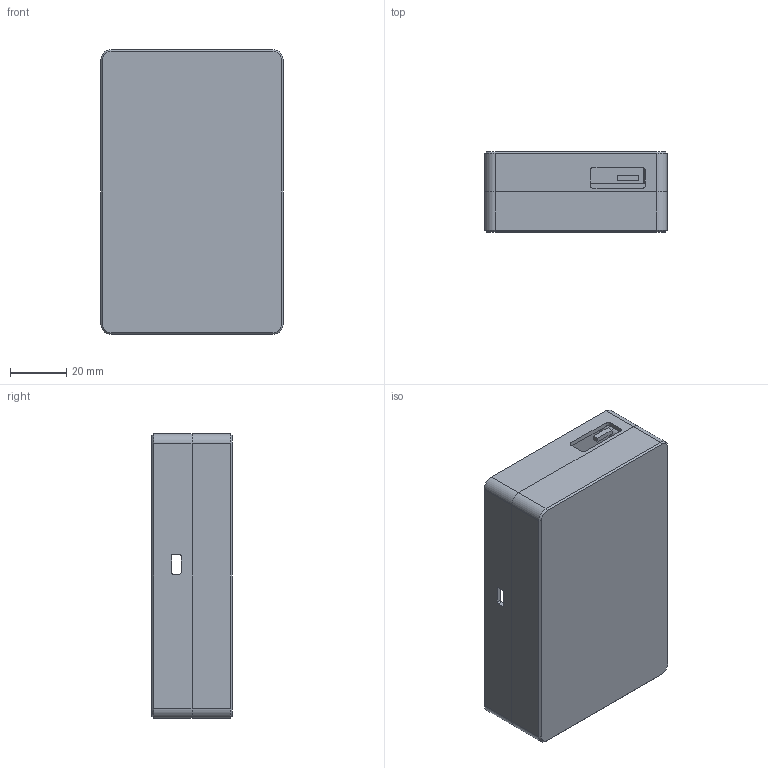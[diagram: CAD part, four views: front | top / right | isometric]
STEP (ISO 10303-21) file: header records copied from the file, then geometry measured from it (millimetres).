
FILE_DESCRIPTION(/* description */ (''),/* implementation_level */ '2;1');
FILE_NAME(/* name */ 'Blufin Labs Enclosure - CC2640r2 LaunchPad.step',/* time_stamp */ '2018-11-15T08:29:17-08:00',/* author */ (''),/* organization */ (''),/* preprocessor_version */ 'ST-DEVELOPER v17.2',/* originating_system */ 'Autodesk Translation Framework v7.6.0.251',/* authorisation */ '');
FILE_SCHEMA (('AUTOMOTIVE_DESIGN { 1 0 10303 214 3 1 1 }'));
Length unit declared in the file: millimetre
Products named in the file (4): Blufin Labs Enclosure; Encl Bot; Encl Top; CC2640 LaunchPad
Assembly tree (3 placements, depth 2):
  Blufin Labs Enclosure
    Encl Bot
    Encl Top
    CC2640 LaunchPad
Bounding box: 64.8 x 28.6 x 101.4 mm (x, y, z)
Volume: 43407.3 mm3; surface area: 56846.9 mm2
Topology: 6 solids, 6 shells, 379 faces, 982 edges, 648 vertices
Faces by surface type: plane 175, bspline 132, cylinder 60, cone 12
Full cylindrical faces by diameter (mm): 2.8 x8, 3.2 x4, 4.5 x4, 5.2 x4
Entity records: 12909 total; most frequent: CARTESIAN_POINT 4260, ORIENTED_EDGE 1964, DIRECTION 1358, EDGE_CURVE 982, VERTEX_POINT 648, LINE 586, VECTOR 586, EDGE_LOOP 432
